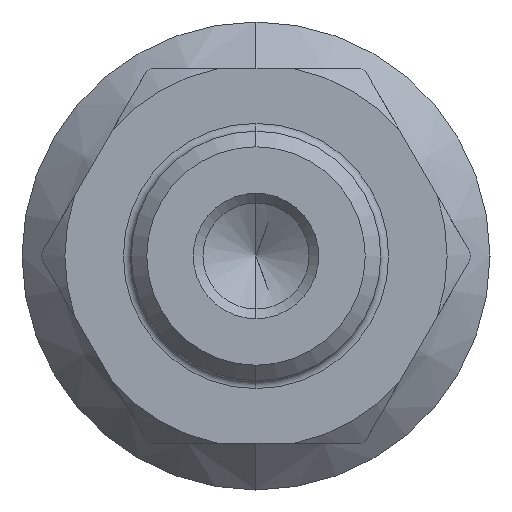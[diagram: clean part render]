
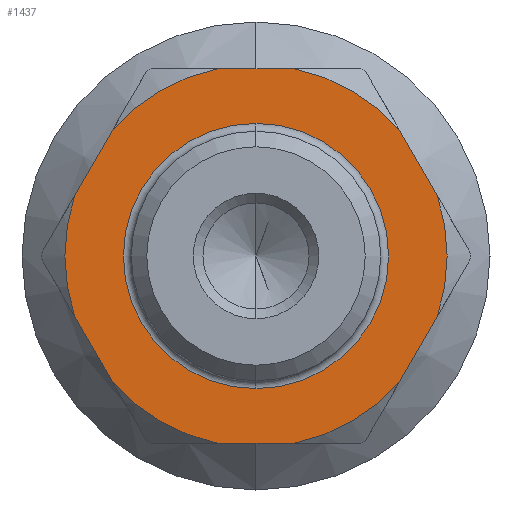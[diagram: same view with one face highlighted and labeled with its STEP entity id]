
A CAD part, left-side view. The second image highlights one B-rep face of the part: STEP entity #1437.
In plain terms, the highlighted planar face has unit normal (-1, 0, 0).
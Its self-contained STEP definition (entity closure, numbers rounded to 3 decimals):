
#5 = DIRECTION ( 'NONE',  ( -1., 0., 0. ) ) ;
#7 = ORIENTED_EDGE ( 'NONE', *, *, #1077, .T. ) ;
#10 = EDGE_CURVE ( 'NONE', #1003, #23, #1383, .T. ) ;
#11 = CARTESIAN_POINT ( 'NONE',  ( -212., 0., 0. ) ) ;
#20 = ORIENTED_EDGE ( 'NONE', *, *, #438, .T. ) ;
#23 = VERTEX_POINT ( 'NONE', #1078 ) ;
#87 = CARTESIAN_POINT ( 'NONE',  ( -212., 0., 0. ) ) ;
#108 = PLANE ( 'NONE',  #1384 ) ;
#112 = ORIENTED_EDGE ( 'NONE', *, *, #10, .T. ) ;
#117 = DIRECTION ( 'NONE',  ( -1., 0., 0. ) ) ;
#119 = CARTESIAN_POINT ( 'NONE',  ( -212., 6.928, -12. ) ) ;
#127 = ORIENTED_EDGE ( 'NONE', *, *, #1635, .T. ) ;
#131 = LINE ( 'NONE', #119, #1451 ) ;
#132 = DIRECTION ( 'NONE',  ( 0., 0., -1. ) ) ;
#137 = LINE ( 'NONE', #670, #1091 ) ;
#146 = CARTESIAN_POINT ( 'NONE',  ( -212., 6.928, 12. ) ) ;
#169 = AXIS2_PLACEMENT_3D ( 'NONE', #943, #189, #1089 ) ;
#170 = DIRECTION ( 'NONE',  ( 0., -0.5, -0.866 ) ) ;
#189 = DIRECTION ( 'NONE',  ( -1., 0., 0. ) ) ;
#201 = LINE ( 'NONE', #146, #1631 ) ;
#210 = VERTEX_POINT ( 'NONE', #1151 ) ;
#211 = FACE_OUTER_BOUND ( 'NONE', #846, .T. ) ;
#227 = CARTESIAN_POINT ( 'NONE',  ( -212., 13.75, 0. ) ) ;
#281 = EDGE_CURVE ( 'NONE', #965, #812, #557, .T. ) ;
#291 = CARTESIAN_POINT ( 'NONE',  ( -212., 0., 8.5 ) ) ;
#292 = AXIS2_PLACEMENT_3D ( 'NONE', #532, #1429, #659 ) ;
#316 = VECTOR ( 'NONE', #425, 1000. ) ;
#319 = AXIS2_PLACEMENT_3D ( 'NONE', #11, #888, #132 ) ;
#352 = ORIENTED_EDGE ( 'NONE', *, *, #597, .T. ) ;
#378 = ORIENTED_EDGE ( 'NONE', *, *, #1486, .T. ) ;
#379 = CARTESIAN_POINT ( 'NONE',  ( -212., -11.623, 3.868 ) ) ;
#384 = ORIENTED_EDGE ( 'NONE', *, *, #576, .T. ) ;
#406 = CARTESIAN_POINT ( 'NONE',  ( -212., -2.462, 12. ) ) ;
#414 = ORIENTED_EDGE ( 'NONE', *, *, #1587, .T. ) ;
#416 = CARTESIAN_POINT ( 'NONE',  ( -212., -6.928, -12. ) ) ;
#425 = DIRECTION ( 'NONE',  ( 0., 0.5, 0.866 ) ) ;
#438 = EDGE_CURVE ( 'NONE', #1626, #1543, #658, .T. ) ;
#442 = CARTESIAN_POINT ( 'NONE',  ( -212., 9.161, 8.132 ) ) ;
#446 = VECTOR ( 'NONE', #1187, 1000. ) ;
#461 = AXIS2_PLACEMENT_3D ( 'NONE', #758, #5, #883 ) ;
#463 = ORIENTED_EDGE ( 'NONE', *, *, #795, .T. ) ;
#487 = CIRCLE ( 'NONE', #1109, 12.25 ) ;
#532 = CARTESIAN_POINT ( 'NONE',  ( -212., 0., 0. ) ) ;
#545 = CARTESIAN_POINT ( 'NONE',  ( -212., 0., 0. ) ) ;
#557 = CIRCLE ( 'NONE', #852, 12.25 ) ;
#558 = DIRECTION ( 'NONE',  ( 0., 0., -1. ) ) ;
#576 = EDGE_CURVE ( 'NONE', #928, #965, #137, .T. ) ;
#582 = DIRECTION ( 'NONE',  ( 1., 0., 0. ) ) ;
#597 = EDGE_CURVE ( 'NONE', #23, #919, #772, .T. ) ;
#601 = VERTEX_POINT ( 'NONE', #291 ) ;
#658 = CIRCLE ( 'NONE', #319, 12.25 ) ;
#659 = DIRECTION ( 'NONE',  ( 0., 0., -1. ) ) ;
#670 = CARTESIAN_POINT ( 'NONE',  ( -212., 13.856, 0. ) ) ;
#675 = DIRECTION ( 'NONE',  ( 0., 0., -1. ) ) ;
#732 = CIRCLE ( 'NONE', #461, 12.25 ) ;
#758 = CARTESIAN_POINT ( 'NONE',  ( -212., 0., 0. ) ) ;
#772 = CIRCLE ( 'NONE', #925, 12.25 ) ;
#787 = LINE ( 'NONE', #416, #446 ) ;
#795 = EDGE_CURVE ( 'NONE', #812, #910, #131, .T. ) ;
#804 = EDGE_CURVE ( 'NONE', #910, #1090, #732, .T. ) ;
#812 = VERTEX_POINT ( 'NONE', #1392 ) ;
#815 = CARTESIAN_POINT ( 'NONE',  ( -212., -13.856, 0. ) ) ;
#831 = CIRCLE ( 'NONE', #1015, 8.5 ) ;
#835 = ORIENTED_EDGE ( 'NONE', *, *, #1046, .T. ) ;
#846 = EDGE_LOOP ( 'NONE', ( #112, #352, #1585, #20, #835, #127, #384, #1254, #463, #886, #927, #378 ) ) ;
#852 = AXIS2_PLACEMENT_3D ( 'NONE', #87, #974, #558 ) ;
#860 = CIRCLE ( 'NONE', #292, 8.5 ) ;
#871 = CARTESIAN_POINT ( 'NONE',  ( -212., 0., 0. ) ) ;
#872 = VECTOR ( 'NONE', #1372, 1000. ) ;
#883 = DIRECTION ( 'NONE',  ( 0., 0., -1. ) ) ;
#886 = ORIENTED_EDGE ( 'NONE', *, *, #804, .T. ) ;
#888 = DIRECTION ( 'NONE',  ( -1., 0., 0. ) ) ;
#910 = VERTEX_POINT ( 'NONE', #1177 ) ;
#919 = VERTEX_POINT ( 'NONE', #406 ) ;
#925 = AXIS2_PLACEMENT_3D ( 'NONE', #545, #1439, #675 ) ;
#927 = ORIENTED_EDGE ( 'NONE', *, *, #1143, .T. ) ;
#928 = VERTEX_POINT ( 'NONE', #1433 ) ;
#943 = CARTESIAN_POINT ( 'NONE',  ( -212., 0., 0. ) ) ;
#965 = VERTEX_POINT ( 'NONE', #1555 ) ;
#974 = DIRECTION ( 'NONE',  ( -1., 0., 0. ) ) ;
#1003 = VERTEX_POINT ( 'NONE', #379 ) ;
#1011 = DIRECTION ( 'NONE',  ( 0., 0., -1. ) ) ;
#1013 = DIRECTION ( 'NONE',  ( 0., -1., 0. ) ) ;
#1015 = AXIS2_PLACEMENT_3D ( 'NONE', #1353, #582, #1477 ) ;
#1040 = DIRECTION ( 'NONE',  ( 0., 0.5, -0.866 ) ) ;
#1046 = EDGE_CURVE ( 'NONE', #1543, #210, #201, .T. ) ;
#1077 = EDGE_CURVE ( 'NONE', #1195, #601, #860, .T. ) ;
#1078 = CARTESIAN_POINT ( 'NONE',  ( -212., -9.161, 8.132 ) ) ;
#1080 = CIRCLE ( 'NONE', #169, 12.25 ) ;
#1089 = DIRECTION ( 'NONE',  ( 0., 0., -1. ) ) ;
#1090 = VERTEX_POINT ( 'NONE', #1553 ) ;
#1091 = VECTOR ( 'NONE', #170, 1000. ) ;
#1109 = AXIS2_PLACEMENT_3D ( 'NONE', #871, #117, #1011 ) ;
#1143 = EDGE_CURVE ( 'NONE', #1090, #1348, #787, .T. ) ;
#1151 = CARTESIAN_POINT ( 'NONE',  ( -212., 11.623, 3.868 ) ) ;
#1177 = CARTESIAN_POINT ( 'NONE',  ( -212., -2.462, -12. ) ) ;
#1187 = DIRECTION ( 'NONE',  ( 0., -0.5, 0.866 ) ) ;
#1195 = VERTEX_POINT ( 'NONE', #1199 ) ;
#1199 = CARTESIAN_POINT ( 'NONE',  ( -212., 0., -8.5 ) ) ;
#1227 = LINE ( 'NONE', #1368, #872 ) ;
#1236 = CARTESIAN_POINT ( 'NONE',  ( -212., -11.623, -3.868 ) ) ;
#1249 = DIRECTION ( 'NONE',  ( 0., 0., -1. ) ) ;
#1254 = ORIENTED_EDGE ( 'NONE', *, *, #281, .T. ) ;
#1348 = VERTEX_POINT ( 'NONE', #1236 ) ;
#1353 = CARTESIAN_POINT ( 'NONE',  ( -212., 0., 0. ) ) ;
#1368 = CARTESIAN_POINT ( 'NONE',  ( -212., -6.928, 12. ) ) ;
#1372 = DIRECTION ( 'NONE',  ( 0., 1., 0. ) ) ;
#1383 = LINE ( 'NONE', #815, #316 ) ;
#1384 = AXIS2_PLACEMENT_3D ( 'NONE', #227, #1632, #1249 ) ;
#1392 = CARTESIAN_POINT ( 'NONE',  ( -212., 2.462, -12. ) ) ;
#1412 = EDGE_CURVE ( 'NONE', #919, #1626, #1227, .T. ) ;
#1425 = EDGE_LOOP ( 'NONE', ( #7, #414 ) ) ;
#1429 = DIRECTION ( 'NONE',  ( 1., 0., 0. ) ) ;
#1433 = CARTESIAN_POINT ( 'NONE',  ( -212., 11.623, -3.868 ) ) ;
#1437 = ADVANCED_FACE ( 'NONE', ( #1513, #211 ), #108, .F. ) ;
#1439 = DIRECTION ( 'NONE',  ( -1., 0., 0. ) ) ;
#1451 = VECTOR ( 'NONE', #1013, 1000. ) ;
#1477 = DIRECTION ( 'NONE',  ( 0., 0., -1. ) ) ;
#1486 = EDGE_CURVE ( 'NONE', #1348, #1003, #1080, .T. ) ;
#1513 = FACE_BOUND ( 'NONE', #1425, .T. ) ;
#1543 = VERTEX_POINT ( 'NONE', #442 ) ;
#1553 = CARTESIAN_POINT ( 'NONE',  ( -212., -9.161, -8.132 ) ) ;
#1555 = CARTESIAN_POINT ( 'NONE',  ( -212., 9.161, -8.132 ) ) ;
#1585 = ORIENTED_EDGE ( 'NONE', *, *, #1412, .T. ) ;
#1587 = EDGE_CURVE ( 'NONE', #601, #1195, #831, .T. ) ;
#1626 = VERTEX_POINT ( 'NONE', #1638 ) ;
#1631 = VECTOR ( 'NONE', #1040, 1000. ) ;
#1632 = DIRECTION ( 'NONE',  ( 1., 0., 0. ) ) ;
#1635 = EDGE_CURVE ( 'NONE', #210, #928, #487, .T. ) ;
#1638 = CARTESIAN_POINT ( 'NONE',  ( -212., 2.462, 12. ) ) ;
